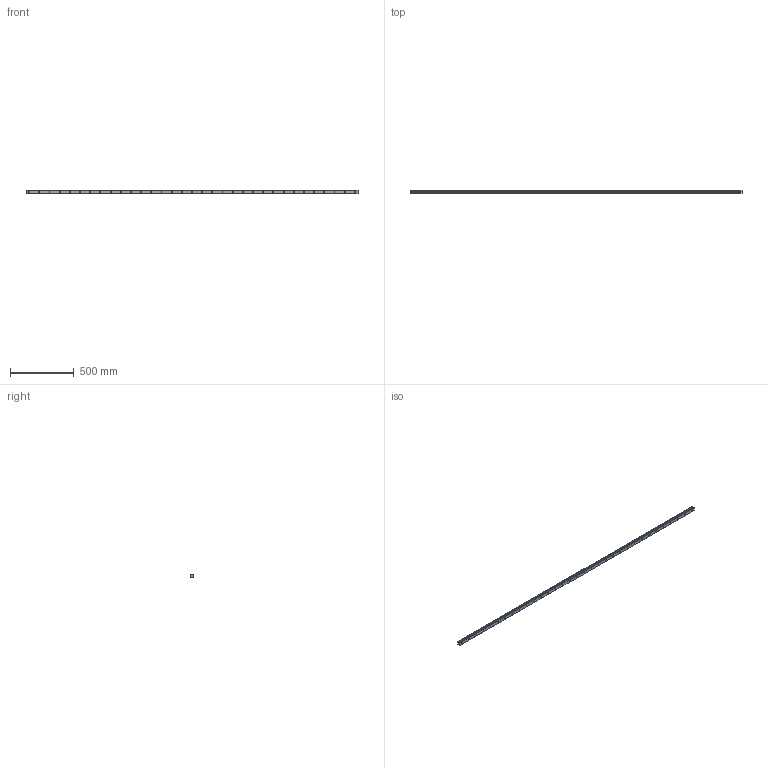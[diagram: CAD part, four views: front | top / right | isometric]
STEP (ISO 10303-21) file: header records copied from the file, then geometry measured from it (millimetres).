
FILE_DESCRIPTION (( 'STEP AP214' ), '1' );
FILE_NAME ('SSR30XTB1SS-2610L_G25_0_B-M6F_1256-5_0_0_0.STEP', '2021-06-29T11:50:54', ( '' ), ( '' ), 'SwSTEP 2.0', 'SolidWorks 2021', '' );
FILE_SCHEMA (( 'AUTOMOTIVE_DESIGN' ));
Length unit declared in the file: millimetre
Products named in the file (2): SSR30XTB1SS-2610L_G25_0_B-M6F_1256-5_0_0_0; _SSR30XTBY261025 Track
Assembly tree (1 placements, depth 2):
  SSR30XTB1SS-2610L_G25_0_B-M6F_1256-5_0_0_0
    _SSR30XTBY261025 Track
Bounding box: 2610 x 23 x 28 mm (x, y, z)
Volume: 1409235.9 mm3; surface area: 303488.2 mm2
Topology: 1 solids, 1 shells, 192 faces, 471 edges, 314 vertices
Faces by surface type: cylinder 139, plane 53
Entity records: 6011 total; most frequent: DIRECTION 1141, CARTESIAN_POINT 981, ORIENTED_EDGE 942, AXIS2_PLACEMENT_3D 474, EDGE_CURVE 471, VERTEX_POINT 314, EDGE_LOOP 291, CIRCLE 278
